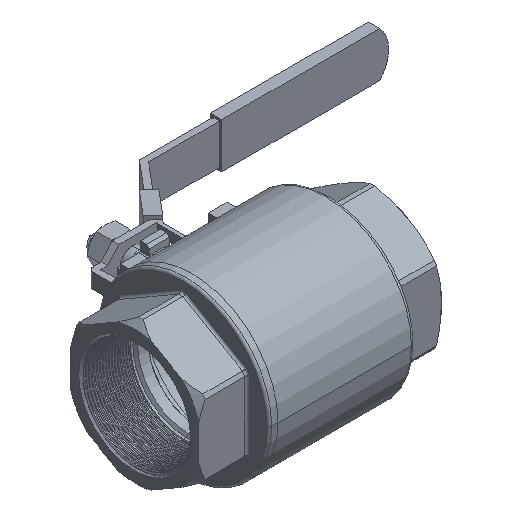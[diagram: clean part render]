
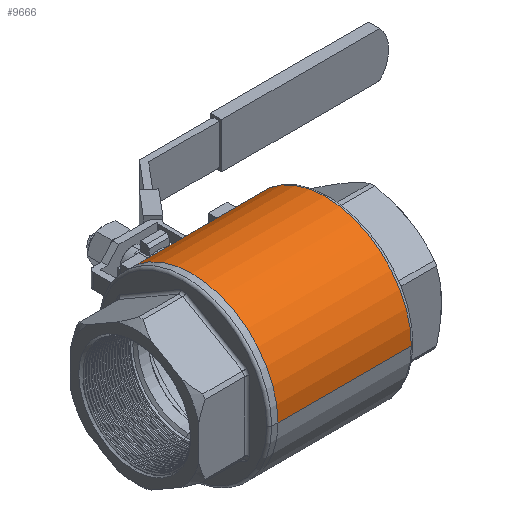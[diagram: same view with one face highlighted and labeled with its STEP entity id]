
A CAD part, isometric view. The second image highlights one B-rep face of the part: STEP entity #9666.
In plain terms, the highlighted cylindrical face has radius 68.5 mm (diameter 137 mm), a partial arc.
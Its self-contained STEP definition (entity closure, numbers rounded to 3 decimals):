
#519=CARTESIAN_POINT('',(75.5,0.,68.5));
#538=CARTESIAN_POINT('',(111.5,0.,68.5));
#636=DIRECTION('',(-1.,0.,0.));
#637=VECTOR('',#636,15.);
#638=CARTESIAN_POINT('',(136.,35.,58.883));
#639=LINE('',#638,#637);
#640=CARTESIAN_POINT('',(121.,0.,0.));
#641=DIRECTION('',(-1.,0.,0.));
#642=DIRECTION('',(0.,0.,1.));
#643=AXIS2_PLACEMENT_3D('',#640,#641,#642);
#645=DIRECTION('',(-1.,0.,0.));
#646=VECTOR('',#645,9.5);
#647=CARTESIAN_POINT('',(121.,0.,68.5));
#648=LINE('',#647,#646);
#649=CARTESIAN_POINT('',(111.5,0.,68.5));
#650=CARTESIAN_POINT('',(111.5,1.125,68.5));
#651=CARTESIAN_POINT('',(111.294,3.334,68.445));
#652=CARTESIAN_POINT('',(110.367,6.574,68.208));
#653=CARTESIAN_POINT('',(108.88,9.548,67.851));
#654=CARTESIAN_POINT('',(106.857,12.217,67.417));
#655=CARTESIAN_POINT('',(104.409,14.447,66.97));
#656=CARTESIAN_POINT('',(101.551,16.214,66.559));
#657=CARTESIAN_POINT('',(98.451,17.414,66.252));
#658=CARTESIAN_POINT('',(95.12,18.032,66.084));
#659=CARTESIAN_POINT('',(91.779,18.023,66.087));
#660=CARTESIAN_POINT('',(88.447,17.385,66.259));
#661=CARTESIAN_POINT('',(85.357,16.167,66.571));
#662=CARTESIAN_POINT('',(82.524,14.394,66.981));
#663=CARTESIAN_POINT('',(80.097,12.166,67.426));
#664=CARTESIAN_POINT('',(78.095,9.505,67.857));
#665=CARTESIAN_POINT('',(76.621,6.541,68.211));
#666=CARTESIAN_POINT('',(75.704,3.316,68.446));
#667=CARTESIAN_POINT('',(75.5,1.119,68.5));
#668=CARTESIAN_POINT('',(75.5,0.,68.5));
#670=DIRECTION('',(-1.,0.,0.));
#671=VECTOR('',#670,9.5);
#672=CARTESIAN_POINT('',(75.5,0.,68.5));
#673=LINE('',#672,#671);
#674=CARTESIAN_POINT('',(66.,0.,0.));
#675=DIRECTION('',(-1.,0.,0.));
#676=DIRECTION('',(0.,0.,1.));
#677=AXIS2_PLACEMENT_3D('',#674,#675,#676);
#679=DIRECTION('',(-1.,0.,0.));
#680=VECTOR('',#679,15.);
#681=CARTESIAN_POINT('',(66.,35.,58.883));
#682=LINE('',#681,#680);
#683=CARTESIAN_POINT('',(51.,0.,0.));
#684=DIRECTION('',(-1.,0.,0.));
#685=DIRECTION('',(0.,0.,1.));
#686=AXIS2_PLACEMENT_3D('',#683,#684,#685);
#688=DIRECTION('',(-1.,0.,0.));
#689=VECTOR('',#688,9.5);
#690=CARTESIAN_POINT('',(51.,0.,68.5));
#691=LINE('',#690,#689);
#692=CARTESIAN_POINT('',(41.5,0.,0.));
#693=DIRECTION('',(-1.,0.,0.));
#694=DIRECTION('',(0.,0.,1.));
#695=AXIS2_PLACEMENT_3D('',#692,#693,#694);
#697=DIRECTION('',(-1.,0.,0.));
#698=VECTOR('',#697,106.);
#699=CARTESIAN_POINT('',(147.5,0.,-68.5));
#700=LINE('',#699,#698);
#701=CARTESIAN_POINT('',(147.5,0.,0.));
#702=DIRECTION('',(1.,0.,0.));
#703=DIRECTION('',(0.,0.,-1.));
#704=AXIS2_PLACEMENT_3D('',#701,#702,#703);
#706=DIRECTION('',(-1.,0.,0.));
#707=VECTOR('',#706,11.5);
#708=CARTESIAN_POINT('',(147.5,0.,68.5));
#709=LINE('',#708,#707);
#710=CARTESIAN_POINT('',(136.,0.,0.));
#711=DIRECTION('',(-1.,0.,0.));
#712=DIRECTION('',(0.,0.,1.));
#713=AXIS2_PLACEMENT_3D('',#710,#711,#712);
#8329=CARTESIAN_POINT('',(147.5,0.,-68.5));
#8330=CARTESIAN_POINT('',(147.5,0.,68.5));
#8331=VERTEX_POINT('',#8329);
#8332=VERTEX_POINT('',#8330);
#8337=VERTEX_POINT('',#519);
#8338=VERTEX_POINT('',#538);
#8391=CARTESIAN_POINT('',(41.5,0.,68.5));
#8392=CARTESIAN_POINT('',(41.5,0.,-68.5));
#8393=VERTEX_POINT('',#8391);
#8394=VERTEX_POINT('',#8392);
#8412=CARTESIAN_POINT('',(121.,0.,68.5));
#8414=VERTEX_POINT('',#8412);
#8417=CARTESIAN_POINT('',(136.,0.,68.5));
#8418=VERTEX_POINT('',#8417);
#8420=CARTESIAN_POINT('',(51.,0.,68.5));
#8422=VERTEX_POINT('',#8420);
#8425=CARTESIAN_POINT('',(66.,0.,68.5));
#8426=VERTEX_POINT('',#8425);
#8427=CARTESIAN_POINT('',(136.,35.,58.883));
#8428=CARTESIAN_POINT('',(121.,35.,58.883));
#8429=VERTEX_POINT('',#8427);
#8430=VERTEX_POINT('',#8428);
#8431=CARTESIAN_POINT('',(66.,35.,58.883));
#8432=CARTESIAN_POINT('',(51.,35.,58.883));
#8433=VERTEX_POINT('',#8431);
#8434=VERTEX_POINT('',#8432);
#9639=CARTESIAN_POINT('',(152.95,0.,0.));
#9640=DIRECTION('',(-1.,0.,0.));
#9641=DIRECTION('',(0.,0.,-1.));
#9642=AXIS2_PLACEMENT_3D('',#9639,#9640,#9641);
#9643=CYLINDRICAL_SURFACE('',#9642,68.5);
#9644=ORIENTED_EDGE('',*,*,#9630,.T.);
#9645=ORIENTED_EDGE('',*,*,#9554,.F.);
#9646=ORIENTED_EDGE('',*,*,#9531,.T.);
#9648=ORIENTED_EDGE('',*,*,#9647,.T.);
#9649=ORIENTED_EDGE('',*,*,#9527,.T.);
#9651=ORIENTED_EDGE('',*,*,#9650,.T.);
#9653=ORIENTED_EDGE('',*,*,#9652,.T.);
#9655=ORIENTED_EDGE('',*,*,#9654,.F.);
#9656=ORIENTED_EDGE('',*,*,#9519,.T.);
#9657=ORIENTED_EDGE('',*,*,#9481,.T.);
#9658=ORIENTED_EDGE('',*,*,#9516,.F.);
#9660=ORIENTED_EDGE('',*,*,#9659,.T.);
#9661=ORIENTED_EDGE('',*,*,#9512,.T.);
#9663=ORIENTED_EDGE('',*,*,#9662,.T.);
#9664=EDGE_LOOP('',(#9644,#9645,#9646,#9648,#9649,#9651,#9653,#9655,#9656,#9657,
#9658,#9660,#9661,#9663));
#9665=FACE_OUTER_BOUND('',#9664,.F.);
#644=CIRCLE('',#643,68.5);
#669=B_SPLINE_CURVE_WITH_KNOTS('',3,(#649,#650,#651,#652,#653,#654,#655,#656,
#657,#658,#659,#660,#661,#662,#663,#664,#665,#666,#667,#668),.UNSPECIFIED.,.F.,
.F.,(4,1,1,1,1,1,1,1,1,1,1,1,1,1,1,1,1,4),(0.,0.059,
0.118,0.176,0.235,0.294,
0.353,0.412,0.471,0.529,
0.588,0.647,0.706,0.765,
0.824,0.882,0.941,1.),.UNSPECIFIED.);
#678=CIRCLE('',#677,68.5);
#687=CIRCLE('',#686,68.5);
#696=CIRCLE('',#695,68.5);
#705=CIRCLE('',#704,68.5);
#714=CIRCLE('',#713,68.5);
#9481=EDGE_CURVE('',#8393,#8394,#696,.T.);
#9512=EDGE_CURVE('',#8332,#8418,#709,.T.);
#9516=EDGE_CURVE('',#8331,#8394,#700,.T.);
#9519=EDGE_CURVE('',#8422,#8393,#691,.T.);
#9527=EDGE_CURVE('',#8337,#8426,#673,.T.);
#9531=EDGE_CURVE('',#8414,#8338,#648,.T.);
#9554=EDGE_CURVE('',#8414,#8430,#644,.T.);
#9630=EDGE_CURVE('',#8429,#8430,#639,.T.);
#9647=EDGE_CURVE('',#8338,#8337,#669,.T.);
#9650=EDGE_CURVE('',#8426,#8433,#678,.T.);
#9652=EDGE_CURVE('',#8433,#8434,#682,.T.);
#9654=EDGE_CURVE('',#8422,#8434,#687,.T.);
#9659=EDGE_CURVE('',#8331,#8332,#705,.T.);
#9662=EDGE_CURVE('',#8418,#8429,#714,.T.);
#9666=ADVANCED_FACE('',(#9665),#9643,.T.);
